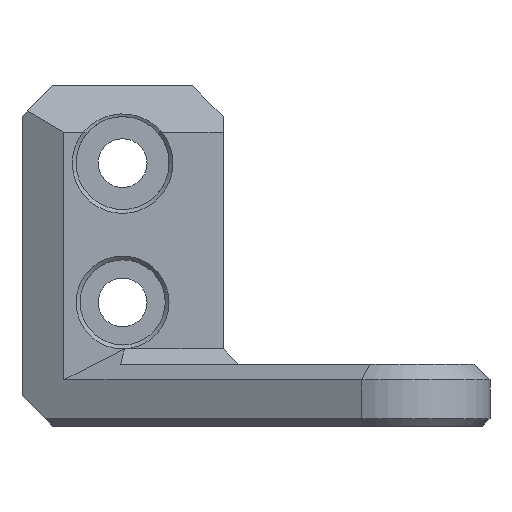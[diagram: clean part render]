
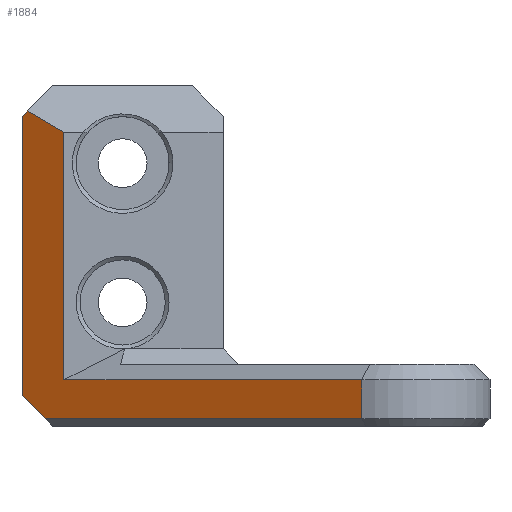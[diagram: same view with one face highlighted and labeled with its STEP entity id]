
A CAD part, left-side view. The second image highlights one B-rep face of the part: STEP entity #1884.
In plain terms, the highlighted planar face has unit normal (-0.861, 0.509, 0).
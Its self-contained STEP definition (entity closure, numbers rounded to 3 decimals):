
#197=FACE_OUTER_BOUND('',#308,.T.);
#308=EDGE_LOOP('',(#1649,#1650,#1651,#1652,#1653,#1654,#1655,#1656));
#390=LINE('',#2987,#601);
#392=LINE('',#2991,#603);
#466=LINE('',#3156,#677);
#520=LINE('',#3263,#731);
#526=LINE('',#3279,#737);
#527=LINE('',#3282,#738);
#528=LINE('',#3283,#739);
#529=LINE('',#3284,#740);
#601=VECTOR('',#2125,10.);
#603=VECTOR('',#2129,10.);
#677=VECTOR('',#2273,10.);
#731=VECTOR('',#2373,10.);
#737=VECTOR('',#2393,10.);
#738=VECTOR('',#2396,10.);
#739=VECTOR('',#2397,10.);
#740=VECTOR('',#2398,10.);
#825=VERTEX_POINT('',#2984);
#826=VERTEX_POINT('',#2986);
#827=VERTEX_POINT('',#2990);
#882=VERTEX_POINT('',#3153);
#883=VERTEX_POINT('',#3155);
#913=VERTEX_POINT('',#3261);
#916=VERTEX_POINT('',#3277);
#917=VERTEX_POINT('',#3281);
#1026=EDGE_CURVE('',#826,#825,#390,.T.);
#1028=EDGE_CURVE('',#827,#826,#392,.T.);
#1110=EDGE_CURVE('',#883,#882,#466,.T.);
#1166=EDGE_CURVE('',#882,#913,#520,.T.);
#1174=EDGE_CURVE('',#916,#913,#526,.T.);
#1175=EDGE_CURVE('',#825,#917,#527,.T.);
#1176=EDGE_CURVE('',#917,#883,#528,.T.);
#1177=EDGE_CURVE('',#916,#827,#529,.T.);
#1649=ORIENTED_EDGE('',*,*,#1026,.T.);
#1650=ORIENTED_EDGE('',*,*,#1175,.T.);
#1651=ORIENTED_EDGE('',*,*,#1176,.T.);
#1652=ORIENTED_EDGE('',*,*,#1110,.T.);
#1653=ORIENTED_EDGE('',*,*,#1166,.T.);
#1654=ORIENTED_EDGE('',*,*,#1174,.F.);
#1655=ORIENTED_EDGE('',*,*,#1177,.T.);
#1656=ORIENTED_EDGE('',*,*,#1028,.T.);
#1784=PLANE('',#2001);
#1884=ADVANCED_FACE('',(#197),#1784,.F.);
#2001=AXIS2_PLACEMENT_3D('',#3280,#2394,#2395);
#2125=DIRECTION('',(0.454,0.767,0.454));
#2129=DIRECTION('',(0.,0.,1.));
#2273=DIRECTION('',(-0.386,-0.652,-0.652));
#2373=DIRECTION('',(-0.509,-0.861,0.));
#2393=DIRECTION('',(0.,0.,-1.));
#2394=DIRECTION('center_axis',(0.861,-0.509,0.));
#2395=DIRECTION('ref_axis',(-0.509,-0.861,0.));
#2396=DIRECTION('',(0.386,0.652,-0.652));
#2397=DIRECTION('',(0.,0.,-1.));
#2398=DIRECTION('',(0.509,0.861,0.));
#2984=CARTESIAN_POINT('',(36.054,48.746,40.754));
#2986=CARTESIAN_POINT('',(33.3,44.09,38.));
#2987=CARTESIAN_POINT('',(29.649,37.918,34.349));
#2990=CARTESIAN_POINT('',(33.3,44.09,6.));
#2991=CARTESIAN_POINT('',(33.3,44.09,8.));
#3153=CARTESIAN_POINT('',(34.725,46.5,1.));
#3155=CARTESIAN_POINT('',(36.5,49.5,4.));
#3156=CARTESIAN_POINT('',(36.658,49.767,4.267));
#3261=CARTESIAN_POINT('',(10.532,5.6,1.));
#3263=CARTESIAN_POINT('',(29.775,38.131,1.));
#3277=CARTESIAN_POINT('',(10.532,5.6,6.));
#3279=CARTESIAN_POINT('',(10.532,5.6,8.));
#3280=CARTESIAN_POINT('Origin',(36.5,49.5,8.));
#3281=CARTESIAN_POINT('',(36.5,49.5,40.));
#3282=CARTESIAN_POINT('',(40.244,55.829,33.671));
#3283=CARTESIAN_POINT('',(36.5,49.5,8.));
#3284=CARTESIAN_POINT('',(29.775,38.131,6.));
